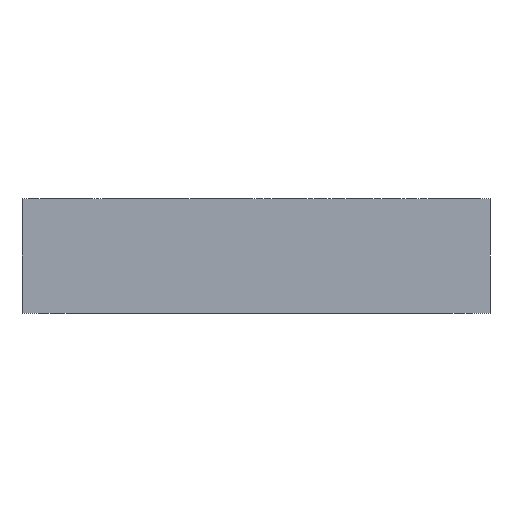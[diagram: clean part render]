
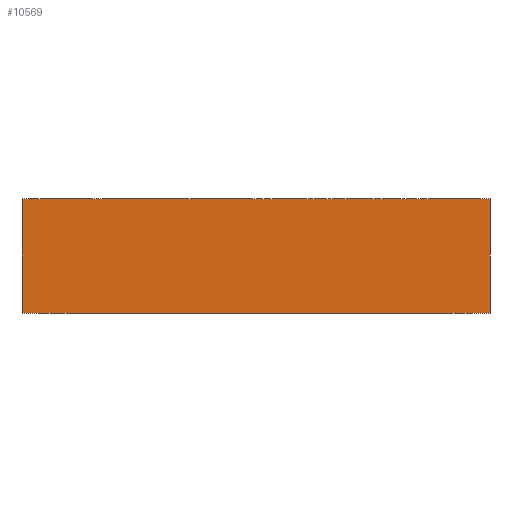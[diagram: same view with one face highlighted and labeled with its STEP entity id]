
A CAD part, left-side view. The second image highlights one B-rep face of the part: STEP entity #10569.
In plain terms, the highlighted planar face has unit normal (-1, 0, 0).
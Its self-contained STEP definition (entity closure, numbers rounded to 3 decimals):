
#1346=FACE_OUTER_BOUND('',#1954,.T.);
#1954=EDGE_LOOP('',(#9252,#9253,#9254,#9255));
#2096=LINE('',#13726,#3080);
#2483=LINE('',#16693,#3467);
#2955=LINE('',#18216,#3939);
#2956=LINE('',#18217,#3940);
#3080=VECTOR('',#11384,10.);
#3467=VECTOR('',#11993,10.);
#3939=VECTOR('',#13327,10.);
#3940=VECTOR('',#13328,10.);
#4034=VERTEX_POINT('',#13722);
#4036=VERTEX_POINT('',#13725);
#4473=VERTEX_POINT('',#16691);
#4925=VERTEX_POINT('',#18215);
#5063=EDGE_CURVE('',#4036,#4034,#2096,.T.);
#5714=EDGE_CURVE('',#4034,#4473,#2483,.T.);
#6383=EDGE_CURVE('',#4925,#4473,#2955,.T.);
#6384=EDGE_CURVE('',#4036,#4925,#2956,.T.);
#9252=ORIENTED_EDGE('',*,*,#5063,.T.);
#9253=ORIENTED_EDGE('',*,*,#5714,.T.);
#9254=ORIENTED_EDGE('',*,*,#6383,.F.);
#9255=ORIENTED_EDGE('',*,*,#6384,.F.);
#9611=PLANE('',#11172);
#10569=ADVANCED_FACE('',(#1346),#9611,.T.);
#11172=AXIS2_PLACEMENT_3D('',#18214,#13325,#13326);
#11384=DIRECTION('',(0.,-1.,0.));
#11993=DIRECTION('',(0.,0.,1.));
#13325=DIRECTION('center_axis',(-1.,0.,0.));
#13326=DIRECTION('ref_axis',(0.,-1.,0.));
#13327=DIRECTION('',(0.,-1.,0.));
#13328=DIRECTION('',(0.,0.,1.));
#13722=CARTESIAN_POINT('',(0.,0.,0.));
#13725=CARTESIAN_POINT('',(0.,155.575,0.));
#13726=CARTESIAN_POINT('',(0.,155.575,0.));
#16691=CARTESIAN_POINT('',(0.,0.,38.1));
#16693=CARTESIAN_POINT('',(0.,0.,0.));
#18214=CARTESIAN_POINT('Origin',(0.,155.575,0.));
#18215=CARTESIAN_POINT('',(0.,155.575,38.1));
#18216=CARTESIAN_POINT('',(0.,155.575,38.1));
#18217=CARTESIAN_POINT('',(0.,155.575,0.));
